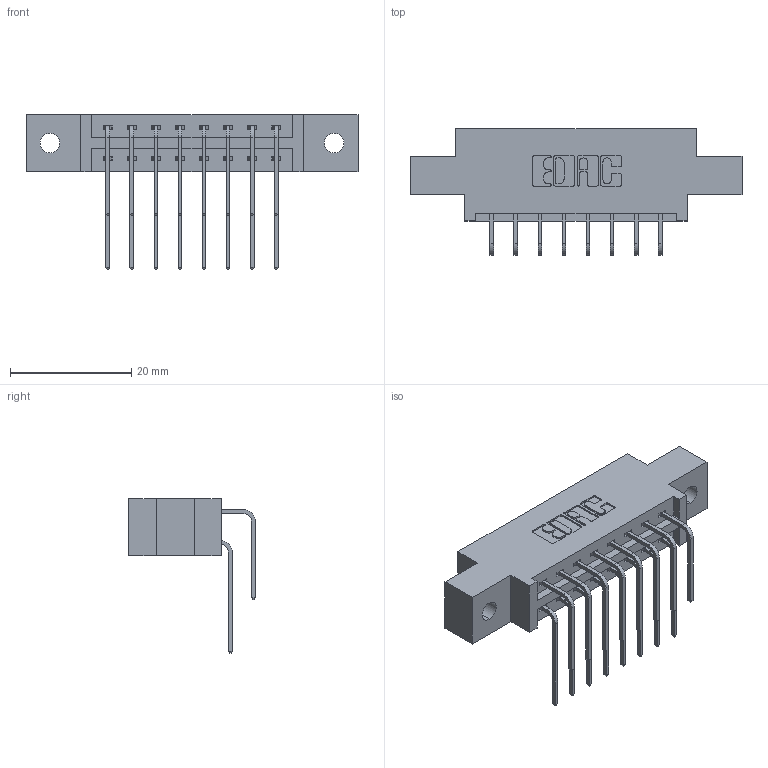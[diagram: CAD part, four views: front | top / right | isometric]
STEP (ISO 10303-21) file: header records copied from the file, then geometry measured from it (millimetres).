
FILE_DESCRIPTION (( 'STEP AP203' ), '1' );
FILE_NAME ('337-016-559-802.STEP', '2019-10-10T18:21:27', ( '' ), ( '' ), 'SwSTEP 2.0', 'SolidWorks 2016', '' );
FILE_SCHEMA (( 'CONFIG_CONTROL_DESIGN' ));
Length unit declared in the file: inch
Products named in the file (4): 345-292-001_558 559 Tail - 1; 337 Part_0.170 Offset - 0.128 Dia; 337-016-559-802; 345-292-001_559 Tail - 2
Assembly tree (17 placements, depth 2):
  337-016-559-802
    337 Part_0.170 Offset - 0.128 Dia
    345-292-001_558 559 Tail - 1  x8
    345-292-001_559 Tail - 2  x8
Bounding box: 54.71 x 20.9 x 25.53 mm (x, y, z)
Volume: 5251.5 mm3; surface area: 5905.1 mm2
Topology: 17 solids, 17 shells, 1014 faces, 2995 edges, 1974 vertices
Faces by surface type: plane 714, cylinder 300
Entity records: 12519 total; most frequent: CARTESIAN_POINT 2185, ORIENTED_EDGE 2070, DIRECTION 1903, EDGE_CURVE 1035, LINE 867, VECTOR 867, VERTEX_POINT 686, AXIS2_PLACEMENT_3D 518
